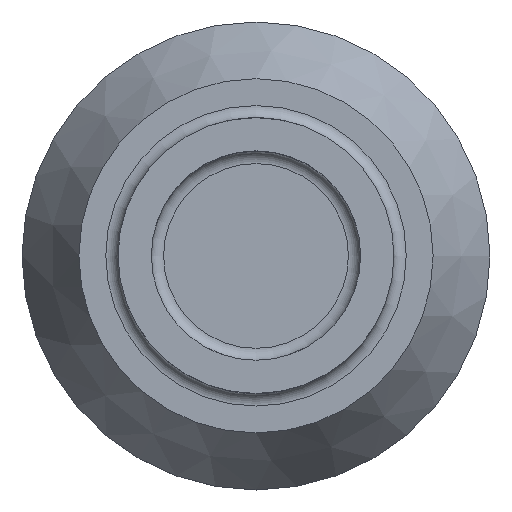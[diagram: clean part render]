
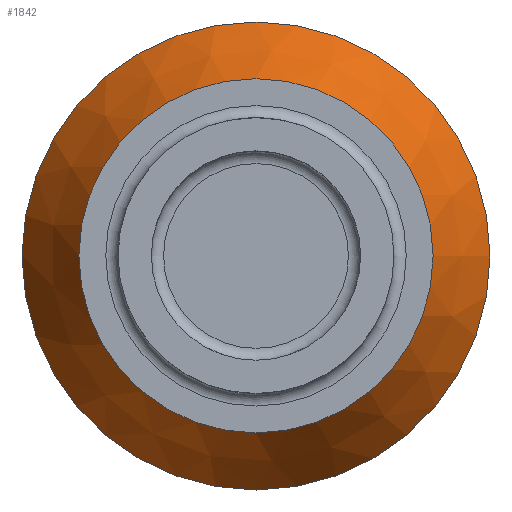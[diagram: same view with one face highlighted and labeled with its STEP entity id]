
A CAD part, top view. The second image highlights one B-rep face of the part: STEP entity #1842.
In plain terms, the highlighted conical face has half-angle 30 degrees and reference radius 7.191 mm.
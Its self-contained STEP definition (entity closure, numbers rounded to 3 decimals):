
#1795 = PLANE('',#1796);
#1796 = AXIS2_PLACEMENT_3D('',#1797,#1798,#1799);
#1797 = CARTESIAN_POINT('',(0.,0.,5.));
#1798 = DIRECTION('',(0.,0.,-1.));
#1799 = DIRECTION('',(1.,0.,0.));
#1814 = EDGE_CURVE('',#1815,#1815,#1817,.T.);
#1815 = VERTEX_POINT('',#1816);
#1816 = CARTESIAN_POINT('',(7.191,0.,5.));
#1817 = SURFACE_CURVE('',#1818,(#1823,#1830),.PCURVE_S1.);
#1818 = CIRCLE('',#1819,7.191);
#1819 = AXIS2_PLACEMENT_3D('',#1820,#1821,#1822);
#1820 = CARTESIAN_POINT('',(0.,0.,5.));
#1821 = DIRECTION('',(0.,0.,-1.));
#1822 = DIRECTION('',(1.,0.,0.));
#1823 = PCURVE('',#1795,#1824);
#1824 = DEFINITIONAL_REPRESENTATION('',(#1825),#1829);
#1825 = CIRCLE('',#1826,7.191);
#1826 = AXIS2_PLACEMENT_2D('',#1827,#1828);
#1827 = CARTESIAN_POINT('',(0.,0.));
#1828 = DIRECTION('',(1.,0.));
#1829 = ( GEOMETRIC_REPRESENTATION_CONTEXT(2) 
PARAMETRIC_REPRESENTATION_CONTEXT() REPRESENTATION_CONTEXT('2D SPACE',''
  ) );
#1830 = PCURVE('',#1831,#1836);
#1831 = CONICAL_SURFACE('',#1832,7.191,0.524);
#1832 = AXIS2_PLACEMENT_3D('',#1833,#1834,#1835);
#1833 = CARTESIAN_POINT('',(0.,0.,5.));
#1834 = DIRECTION('',(0.,0.,-1.));
#1835 = DIRECTION('',(1.,0.,0.));
#1836 = DEFINITIONAL_REPRESENTATION('',(#1837),#1841);
#1837 = LINE('',#1838,#1839);
#1838 = CARTESIAN_POINT('',(0.,0.));
#1839 = VECTOR('',#1840,1.);
#1840 = DIRECTION('',(1.,0.));
#1841 = ( GEOMETRIC_REPRESENTATION_CONTEXT(2) 
PARAMETRIC_REPRESENTATION_CONTEXT() REPRESENTATION_CONTEXT('2D SPACE',''
  ) );
#1842 = ADVANCED_FACE('',(#1843),#1831,.T.);
#1843 = FACE_BOUND('',#1844,.T.);
#1844 = EDGE_LOOP('',(#1845,#1846,#1869,#1896));
#1845 = ORIENTED_EDGE('',*,*,#1814,.T.);
#1846 = ORIENTED_EDGE('',*,*,#1847,.T.);
#1847 = EDGE_CURVE('',#1815,#1848,#1850,.T.);
#1848 = VERTEX_POINT('',#1849);
#1849 = CARTESIAN_POINT('',(9.5,0.,1.));
#1850 = SEAM_CURVE('',#1851,(#1855,#1862),.PCURVE_S1.);
#1851 = LINE('',#1852,#1853);
#1852 = CARTESIAN_POINT('',(7.191,0.,5.));
#1853 = VECTOR('',#1854,1.);
#1854 = DIRECTION('',(0.5,0.,-0.866));
#1855 = PCURVE('',#1831,#1856);
#1856 = DEFINITIONAL_REPRESENTATION('',(#1857),#1861);
#1857 = LINE('',#1858,#1859);
#1858 = CARTESIAN_POINT('',(0.,0.));
#1859 = VECTOR('',#1860,1.);
#1860 = DIRECTION('',(0.,1.));
#1861 = ( GEOMETRIC_REPRESENTATION_CONTEXT(2) 
PARAMETRIC_REPRESENTATION_CONTEXT() REPRESENTATION_CONTEXT('2D SPACE',''
  ) );
#1862 = PCURVE('',#1831,#1863);
#1863 = DEFINITIONAL_REPRESENTATION('',(#1864),#1868);
#1864 = LINE('',#1865,#1866);
#1865 = CARTESIAN_POINT('',(6.283,0.));
#1866 = VECTOR('',#1867,1.);
#1867 = DIRECTION('',(0.,1.));
#1868 = ( GEOMETRIC_REPRESENTATION_CONTEXT(2) 
PARAMETRIC_REPRESENTATION_CONTEXT() REPRESENTATION_CONTEXT('2D SPACE',''
  ) );
#1869 = ORIENTED_EDGE('',*,*,#1870,.F.);
#1870 = EDGE_CURVE('',#1848,#1848,#1871,.T.);
#1871 = SURFACE_CURVE('',#1872,(#1877,#1884),.PCURVE_S1.);
#1872 = CIRCLE('',#1873,9.5);
#1873 = AXIS2_PLACEMENT_3D('',#1874,#1875,#1876);
#1874 = CARTESIAN_POINT('',(0.,0.,1.));
#1875 = DIRECTION('',(0.,0.,-1.));
#1876 = DIRECTION('',(1.,0.,0.));
#1877 = PCURVE('',#1831,#1878);
#1878 = DEFINITIONAL_REPRESENTATION('',(#1879),#1883);
#1879 = LINE('',#1880,#1881);
#1880 = CARTESIAN_POINT('',(0.,4.));
#1881 = VECTOR('',#1882,1.);
#1882 = DIRECTION('',(1.,0.));
#1883 = ( GEOMETRIC_REPRESENTATION_CONTEXT(2) 
PARAMETRIC_REPRESENTATION_CONTEXT() REPRESENTATION_CONTEXT('2D SPACE',''
  ) );
#1884 = PCURVE('',#1885,#1890);
#1885 = CYLINDRICAL_SURFACE('',#1886,9.5);
#1886 = AXIS2_PLACEMENT_3D('',#1887,#1888,#1889);
#1887 = CARTESIAN_POINT('',(0.,0.,1.));
#1888 = DIRECTION('',(0.,0.,-1.));
#1889 = DIRECTION('',(1.,0.,0.));
#1890 = DEFINITIONAL_REPRESENTATION('',(#1891),#1895);
#1891 = LINE('',#1892,#1893);
#1892 = CARTESIAN_POINT('',(0.,0.));
#1893 = VECTOR('',#1894,1.);
#1894 = DIRECTION('',(1.,0.));
#1895 = ( GEOMETRIC_REPRESENTATION_CONTEXT(2) 
PARAMETRIC_REPRESENTATION_CONTEXT() REPRESENTATION_CONTEXT('2D SPACE',''
  ) );
#1896 = ORIENTED_EDGE('',*,*,#1847,.F.);
